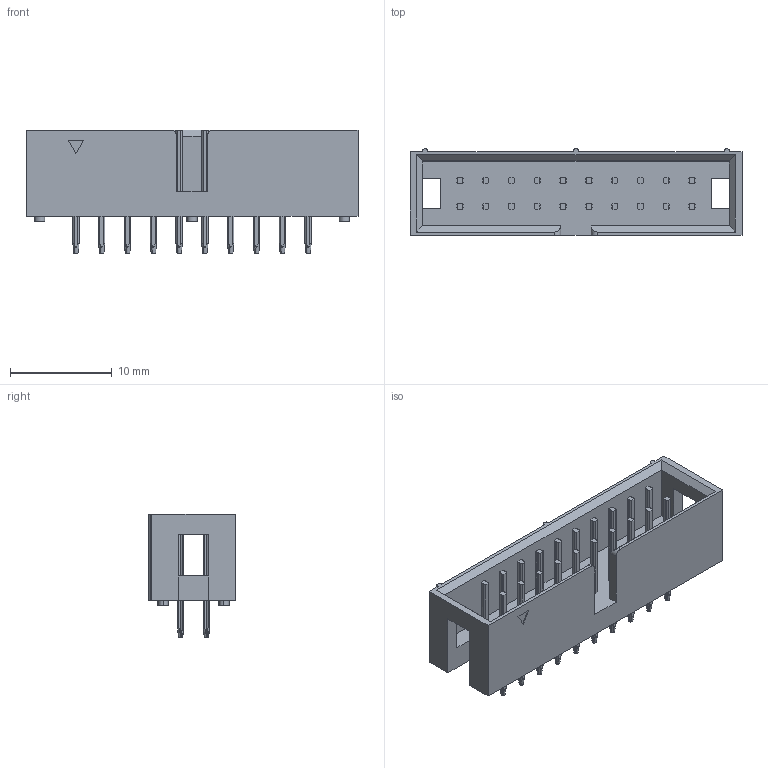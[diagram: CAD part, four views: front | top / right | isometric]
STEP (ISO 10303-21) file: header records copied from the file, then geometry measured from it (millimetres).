
FILE_DESCRIPTION (( 'STEP AP214' ), '1' );
FILE_NAME ('User Library-idc-20_asm.STEP', '2012-06-10T21:43:36', ( 'sysAdmin' ), ( 'SolidWorks' ), 'SwSTEP 2.0', 'SolidWorks 2012', '' );
FILE_SCHEMA (( 'AUTOMOTIVE_DESIGN' ));
Length unit declared in the file: millimetre
Products named in the file (3): User Library-idc-20_asm; User Library-idc-20_asm_PIN; User Library-idc-20_asm_BODY
Assembly tree (21 placements, depth 2):
  User Library-idc-20_asm
    User Library-idc-20_asm_BODY
    User Library-idc-20_asm_PIN  x20
Bounding box: 32.7 x 8.5 x 12.2 mm (x, y, z)
Volume: 1077.8 mm3; surface area: 2163.6 mm2
Topology: 21 solids, 21 shells, 369 faces, 906 edges, 582 vertices
Faces by surface type: cylinder 160, plane 129, cone 80
Entity records: 3805 total; most frequent: CARTESIAN_POINT 565, DIRECTION 481, ORIENTED_EDGE 444, EDGE_CURVE 222, AXIS2_PLACEMENT_3D 161, LINE 159, VECTOR 159, VERTEX_POINT 145
